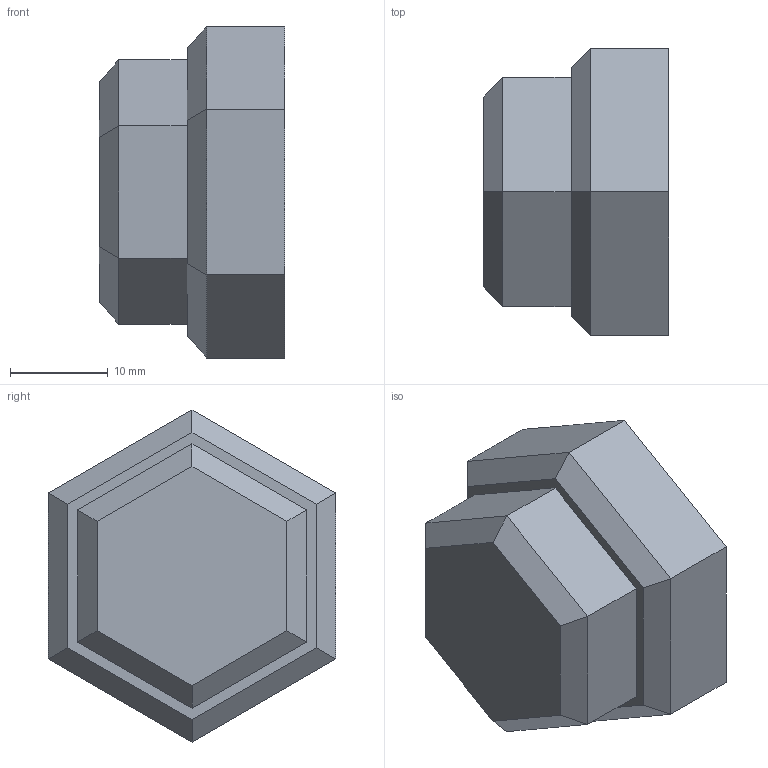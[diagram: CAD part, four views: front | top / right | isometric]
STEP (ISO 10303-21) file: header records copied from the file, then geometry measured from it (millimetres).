
FILE_DESCRIPTION(/* description */ (''),/* implementation_level */ '2;1');
FILE_NAME(/* name */ 'bottom.step',/* time_stamp */ '2024-08-07T17:19:34+08:00',/* author */ (''),/* organization */ (''),/* preprocessor_version */ 'ST-DEVELOPER v20',/* originating_system */ 'Autodesk Translation Framework v13.14.0.145',/* authorisation */ '');
FILE_SCHEMA (('AUTOMOTIVE_DESIGN { 1 0 10303 214 3 1 1 }'));
Length unit declared in the file: millimetre
Products named in the file (1): Wand
Bounding box: 19 x 29.4 x 33.95 mm (x, y, z)
Volume: 4696.2 mm3; surface area: 4589.2 mm2
Topology: 1 solids, 1 shells, 50 faces, 123 edges, 78 vertices
Faces by surface type: plane 35, cylinder 13, bspline 2
Full cylindrical faces by diameter (mm): 25.726 x4, 27.408 x5
Entity records: 3381 total; most frequent: CARTESIAN_POINT 2242, ORIENTED_EDGE 246, DIRECTION 195, EDGE_CURVE 123, LINE 89, VECTOR 89, VERTEX_POINT 78, EDGE_LOOP 53
